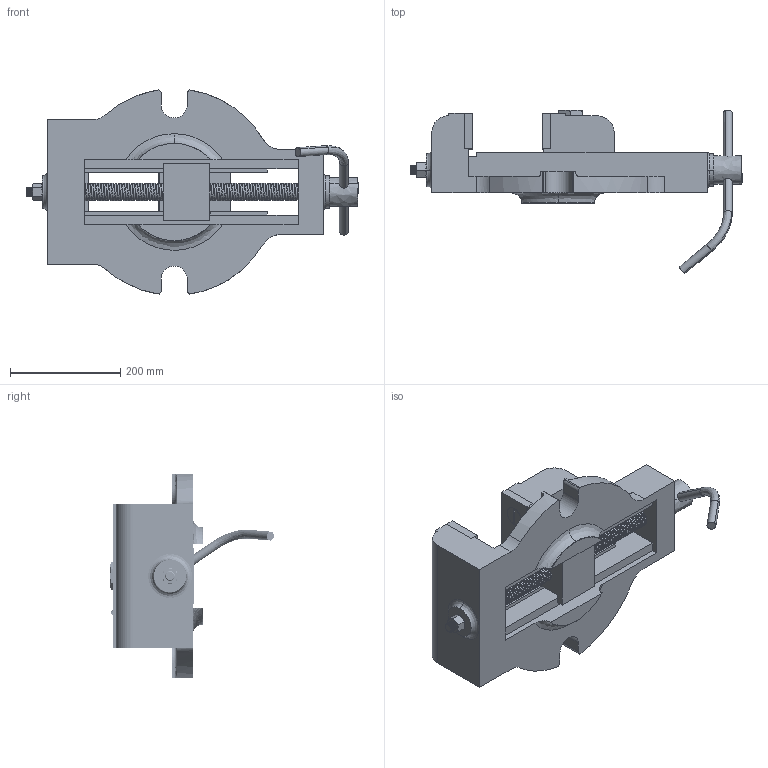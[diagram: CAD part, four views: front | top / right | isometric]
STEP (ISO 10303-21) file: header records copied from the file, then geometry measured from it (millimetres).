
FILE_DESCRIPTION(('FreeCAD Model'),'2;1');
FILE_NAME('Open CASCADE Shape Model','2025-05-08T01:31:09',('FreeCAD'),( 'FreeCAD'),'Open CASCADE STEP processor 7.6','FreeCAD','Unknown');
FILE_SCHEMA(('AUTOMOTIVE_DESIGN { 1 0 10303 214 1 1 1 1 }'));
Products named in the file (1): Open CASCADE STEP translator 7.6 1
Bounding box: 602.15 x 296.84 x 370.48 mm (x, y, z)
Volume: 9862357.2 mm3; surface area: 892414.1 mm2
Topology: 13 solids, 13 shells, 850 faces, 2277 edges, 1452 vertices
Faces by surface type: bspline 850
Entity records: 79775 total; most frequent: CARTESIAN_POINT 67335, ORIENTED_EDGE 4534, EDGE_CURVE 2267, VERTEX_POINT 1451, B_SPLINE_CURVE_WITH_KNOTS 1377, FACE_BOUND 883, EDGE_LOOP 883, ADVANCED_FACE 849
